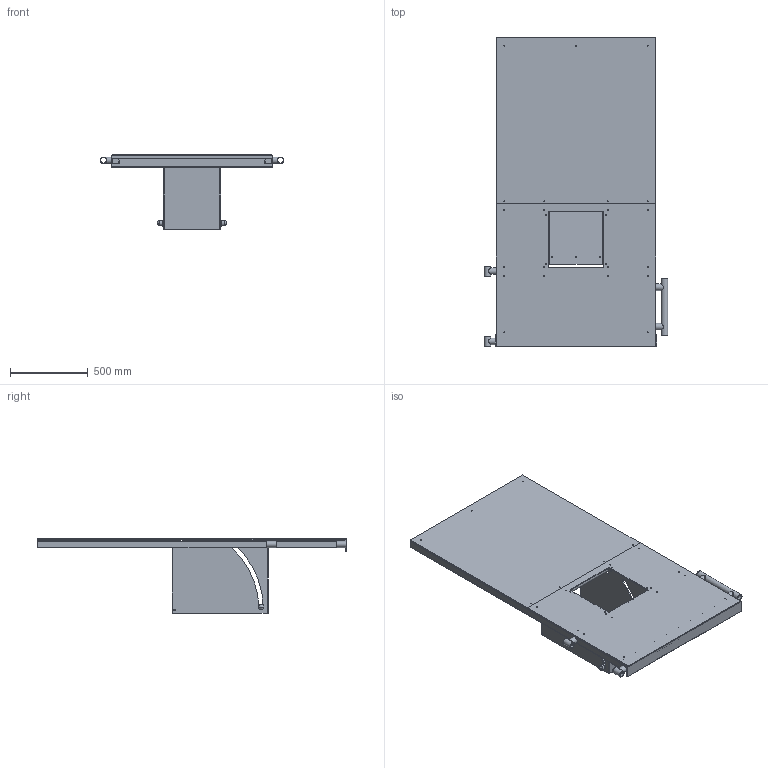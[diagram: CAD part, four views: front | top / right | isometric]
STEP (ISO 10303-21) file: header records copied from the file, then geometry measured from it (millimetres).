
FILE_DESCRIPTION(/* description */ (''),/* implementation_level */ '2;1');
FILE_NAME(/* name */ 'GE-18108_Blue.iam.stp',/* time_stamp */ '2018-01-01T11:23:39-08:00',/* author */ ('PhillipD'),/* organization */ (''),/* preprocessor_version */ 'ST-DEVELOPER v16.13',/* originating_system */ 'Autodesk Inventor 2018',/* authorisation */ '');
FILE_SCHEMA (('AUTOMOTIVE_DESIGN { 1 0 10303 214 3 1 1 }'));
Length unit declared in the file: inch
Products named in the file (16): GE-18108_Blue; GE-18004_Blue; GE-18011; GE-18011-01; GE-18011-02; GE-18011-03; GE-18011-04; GE-18011-05; GE-18011-06; GE-18101; GE-18025; GE-18093_4880K52; GE-18092; GE-18091; GE-18027; hex bolt_ai_HBOLT 0.2500-20x0.25x0.25-N
Assembly tree (24 placements, depth 3):
  GE-18108_Blue
    GE-18004_Blue
    GE-18011
      GE-18011-01
      GE-18011-02  x2
      GE-18011-03  x3
      GE-18011-04  x4
      GE-18011-05  x2
      GE-18011-06
    GE-18101
      GE-18025
      GE-18093_4880K52  x2
      GE-18092
      GE-18091
      GE-18027
      hex bolt_ai_HBOLT 0.2500-20x0.25x0.25-N  x2
Bounding box: 1178.81 x 1981.2 x 476.25 mm (x, y, z)
Volume: 22387554 mm3; surface area: 8256731.1 mm2
Topology: 23 solids, 23 shells, 259 faces, 615 edges, 396 vertices
Faces by surface type: plane 134, cylinder 101, cone 16, bspline 8
Full cylindrical faces by diameter (mm): 5.105 x1, 6.35 x27, 6.756 x6, 6.858 x6, 20.93 x1, 26.67 x1, 33.985 x2, 35.052 x10, 42.164 x10
Entity records: 6571 total; most frequent: CARTESIAN_POINT 1108, DIRECTION 1049, ORIENTED_EDGE 838, EDGE_CURVE 419, AXIS2_PLACEMENT_3D 413, EDGE_LOOP 341, VERTEX_POINT 306, LINE 223
